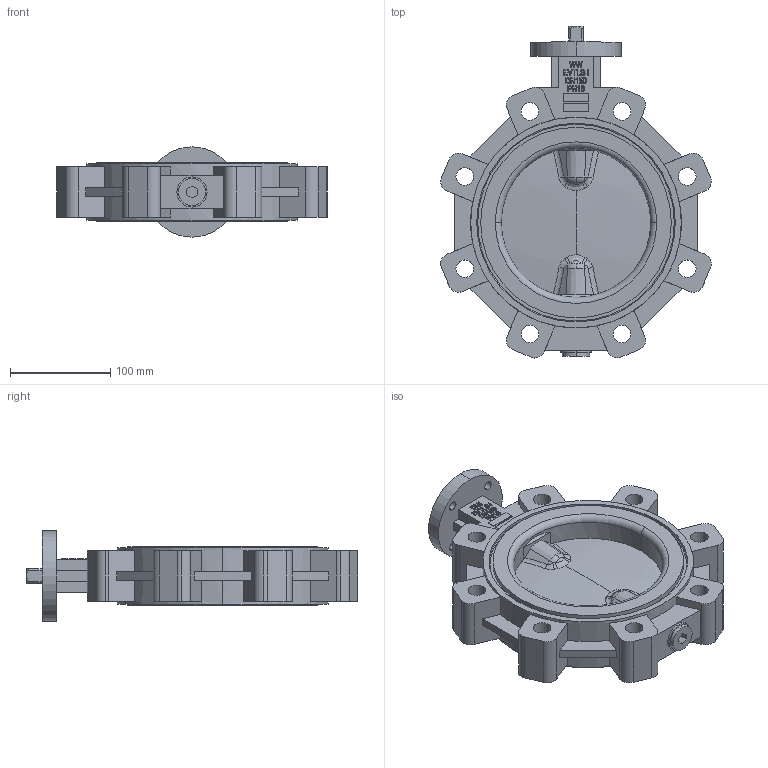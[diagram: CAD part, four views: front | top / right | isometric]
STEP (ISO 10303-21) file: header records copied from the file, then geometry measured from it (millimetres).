
FILE_DESCRIPTION (( 'STEP AP203' ), '1' );
FILE_NAME ('EVTLS-i DN150 PN16 F07-L14.STEP', '2024-04-22T12:51:18', ( '' ), ( '' ), 'SwSTEP 2.0', 'SolidWorks 2015', '' );
FILE_SCHEMA (( 'CONFIG_CONTROL_DESIGN' ));
Length unit declared in the file: millimetre
Products named in the file (1): EVTLS-i DN150 PN16 F07-L14
Bounding box: 269.7 x 330.85 x 90 mm (x, y, z)
Volume: 1902880.8 mm3; surface area: 240807.8 mm2
Topology: 1 solids, 1 shells, 500 faces, 1336 edges, 875 vertices
Faces by surface type: plane 285, bspline 91, cylinder 83, torus 24, cone 13, sphere 4
Entity records: 20020 total; most frequent: CARTESIAN_POINT 7876, ORIENTED_EDGE 2672, DIRECTION 2221, EDGE_CURVE 1336, VERTEX_POINT 875, VECTOR 825, LINE 825, AXIS2_PLACEMENT_3D 698
